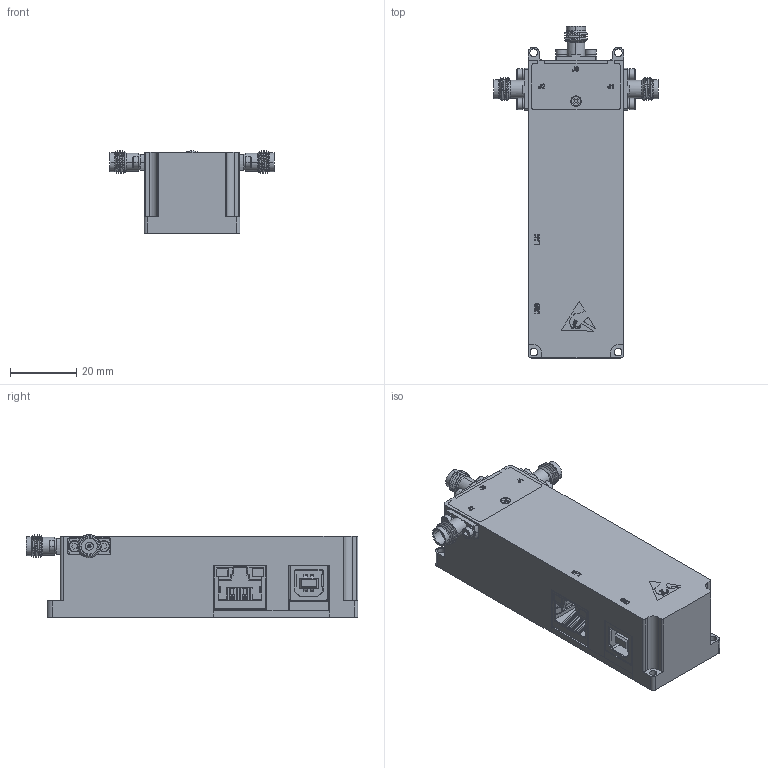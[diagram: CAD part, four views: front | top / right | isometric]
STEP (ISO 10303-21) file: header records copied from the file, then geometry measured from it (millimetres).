
FILE_DESCRIPTION (( 'STEP AP214' ), '1' );
FILE_NAME ('FMSW5025_3D.step', '2025-03-03T15:35:01', ( '' ), ( '' ), 'SwSTEP 2.0', 'SolidWorks 2022', '' );
FILE_SCHEMA (( 'AUTOMOTIVE_DESIGN' ));
Length unit declared in the file: inch
Products named in the file (1): FMSW5025_3D
Bounding box: 49.6 x 100.3 x 25 mm (x, y, z)
Volume: 24628.4 mm3; surface area: 30011.3 mm2
Topology: 2 solids, 21 shells, 2366 faces, 6326 edges, 4032 vertices
Faces by surface type: plane 1444, cylinder 609, cone 171, bspline 122, sphere 16, torus 4
Entity records: 78831 total; most frequent: CARTESIAN_POINT 19959, ORIENTED_EDGE 12508, DIRECTION 11768, EDGE_CURVE 6254, VECTOR 4576, LINE 4576, VERTEX_POINT 4032, AXIS2_PLACEMENT_3D 3596
